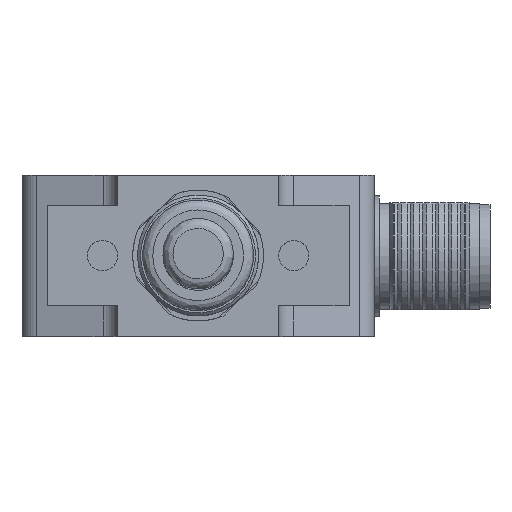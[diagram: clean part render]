
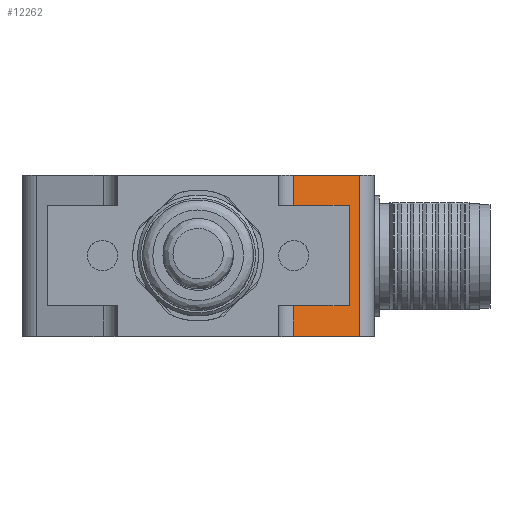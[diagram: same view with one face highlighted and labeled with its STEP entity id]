
A CAD part, top view. The second image highlights one B-rep face of the part: STEP entity #12262.
In plain terms, the highlighted planar face has unit normal (0.278, 0, 0.961).
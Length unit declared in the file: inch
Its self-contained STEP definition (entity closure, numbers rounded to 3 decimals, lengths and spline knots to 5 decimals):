
#137 = DIRECTION ( 'NONE',  ( 0.961, 0., -0.278 ) ) ;
#327 = LINE ( 'NONE', #4924, #14733 ) ;
#529 = CARTESIAN_POINT ( 'NONE',  ( 0.37181, -0.62992, 0.25914 ) ) ;
#761 = DIRECTION ( 'NONE',  ( -0.961, 0., 0.278 ) ) ;
#768 = LINE ( 'NONE', #2782, #6163 ) ;
#851 = LINE ( 'NONE', #3524, #4092 ) ;
#878 = CARTESIAN_POINT ( 'NONE',  ( 0.59055, -0.11811, 0.19581 ) ) ;
#1103 = CARTESIAN_POINT ( 'NONE',  ( 0.63213, -0.62992, 0.18378 ) ) ;
#1717 = VERTEX_POINT ( 'NONE', #5532 ) ;
#1812 = DIRECTION ( 'NONE',  ( 0., -1., 0. ) ) ;
#2285 = CARTESIAN_POINT ( 'NONE',  ( 0.50197, 0., 0.22146 ) ) ;
#2472 = VERTEX_POINT ( 'NONE', #529 ) ;
#2486 = DIRECTION ( 'NONE',  ( 0., -1., 0. ) ) ;
#2782 = CARTESIAN_POINT ( 'NONE',  ( 0.37181, 0., 0.25914 ) ) ;
#3043 = CARTESIAN_POINT ( 'NONE',  ( 0.37181, -0.11811, 0.25914 ) ) ;
#3376 = LINE ( 'NONE', #7964, #13860 ) ;
#3465 = VECTOR ( 'NONE', #761, 39.37008 ) ;
#3524 = CARTESIAN_POINT ( 'NONE',  ( 0.50197, -0.51181, 0.22146 ) ) ;
#3982 = EDGE_CURVE ( 'NONE', #13332, #7430, #3376, .T. ) ;
#4060 = EDGE_LOOP ( 'NONE', ( #5043, #11900, #7896, #9655, #6905, #9184, #9397, #7719 ) ) ;
#4092 = VECTOR ( 'NONE', #13986, 39.37008 ) ;
#4146 = FACE_OUTER_BOUND ( 'NONE', #4060, .T. ) ;
#4458 = EDGE_CURVE ( 'NONE', #14351, #10552, #4785, .T. ) ;
#4488 = VECTOR ( 'NONE', #2486, 39.37008 ) ;
#4538 = EDGE_CURVE ( 'NONE', #4843, #14351, #5970, .T. ) ;
#4785 = LINE ( 'NONE', #14938, #4488 ) ;
#4843 = VERTEX_POINT ( 'NONE', #3043 ) ;
#4924 = CARTESIAN_POINT ( 'NONE',  ( 0.37181, -0.62992, 0.25914 ) ) ;
#5043 = ORIENTED_EDGE ( 'NONE', *, *, #3982, .F. ) ;
#5532 = CARTESIAN_POINT ( 'NONE',  ( 0.37181, 0., 0.25914 ) ) ;
#5723 = EDGE_CURVE ( 'NONE', #2472, #7430, #327, .T. ) ;
#5783 = DIRECTION ( 'NONE',  ( 0.278, 0., 0.961 ) ) ;
#5970 = LINE ( 'NONE', #7333, #6398 ) ;
#6163 = VECTOR ( 'NONE', #6409, 39.37008 ) ;
#6398 = VECTOR ( 'NONE', #14182, 39.37008 ) ;
#6409 = DIRECTION ( 'NONE',  ( 0., -1., 0. ) ) ;
#6630 = LINE ( 'NONE', #11082, #3465 ) ;
#6905 = ORIENTED_EDGE ( 'NONE', *, *, #4458, .T. ) ;
#7333 = CARTESIAN_POINT ( 'NONE',  ( 0.50197, -0.11811, 0.22146 ) ) ;
#7347 = EDGE_CURVE ( 'NONE', #10552, #11530, #851, .T. ) ;
#7430 = VERTEX_POINT ( 'NONE', #1103 ) ;
#7544 = DIRECTION ( 'NONE',  ( 0.961, 0., -0.278 ) ) ;
#7719 = ORIENTED_EDGE ( 'NONE', *, *, #5723, .T. ) ;
#7896 = ORIENTED_EDGE ( 'NONE', *, *, #9416, .T. ) ;
#7964 = CARTESIAN_POINT ( 'NONE',  ( 0.63213, 0., 0.18378 ) ) ;
#8090 = CARTESIAN_POINT ( 'NONE',  ( 0.59055, -0.51181, 0.19581 ) ) ;
#9158 = VECTOR ( 'NONE', #11936, 39.37008 ) ;
#9184 = ORIENTED_EDGE ( 'NONE', *, *, #7347, .T. ) ;
#9397 = ORIENTED_EDGE ( 'NONE', *, *, #13041, .T. ) ;
#9416 = EDGE_CURVE ( 'NONE', #1717, #4843, #14244, .T. ) ;
#9655 = ORIENTED_EDGE ( 'NONE', *, *, #4538, .T. ) ;
#10552 = VERTEX_POINT ( 'NONE', #8090 ) ;
#11082 = CARTESIAN_POINT ( 'NONE',  ( 0.50197, 0., 0.22146 ) ) ;
#11166 = EDGE_CURVE ( 'NONE', #13332, #1717, #6630, .T. ) ;
#11530 = VERTEX_POINT ( 'NONE', #13331 ) ;
#11900 = ORIENTED_EDGE ( 'NONE', *, *, #11166, .T. ) ;
#11936 = DIRECTION ( 'NONE',  ( 0., -1., 0. ) ) ;
#12262 = ADVANCED_FACE ( 'NONE', ( #4146 ), #12278, .T. ) ;
#12278 = PLANE ( 'NONE',  #13654 ) ;
#12760 = CARTESIAN_POINT ( 'NONE',  ( 0.37181, 0., 0.25914 ) ) ;
#12774 = CARTESIAN_POINT ( 'NONE',  ( 0.63213, 0., 0.18378 ) ) ;
#13041 = EDGE_CURVE ( 'NONE', #11530, #2472, #768, .T. ) ;
#13331 = CARTESIAN_POINT ( 'NONE',  ( 0.37181, -0.51181, 0.25914 ) ) ;
#13332 = VERTEX_POINT ( 'NONE', #12774 ) ;
#13654 = AXIS2_PLACEMENT_3D ( 'NONE', #2285, #5783, #137 ) ;
#13860 = VECTOR ( 'NONE', #1812, 39.37008 ) ;
#13986 = DIRECTION ( 'NONE',  ( -0.961, 0., 0.278 ) ) ;
#14182 = DIRECTION ( 'NONE',  ( 0.961, 0., -0.278 ) ) ;
#14244 = LINE ( 'NONE', #12760, #9158 ) ;
#14351 = VERTEX_POINT ( 'NONE', #878 ) ;
#14733 = VECTOR ( 'NONE', #7544, 39.37008 ) ;
#14938 = CARTESIAN_POINT ( 'NONE',  ( 0.59055, 0., 0.19581 ) ) ;
